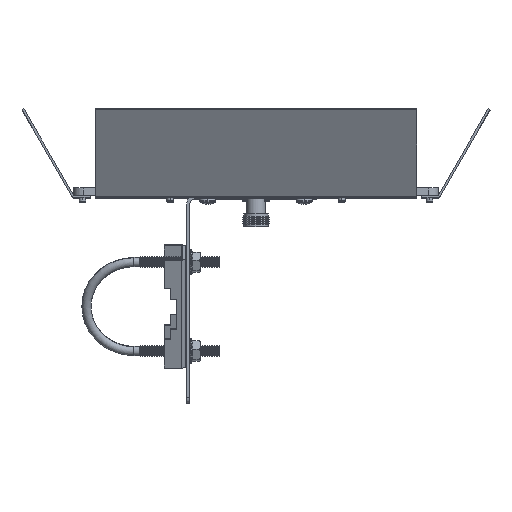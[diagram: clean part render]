
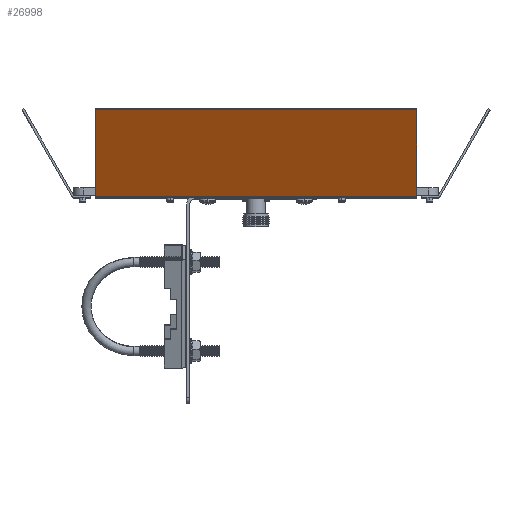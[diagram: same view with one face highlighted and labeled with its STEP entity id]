
A CAD part, top view. The second image highlights one B-rep face of the part: STEP entity #26998.
In plain terms, the highlighted face is planar.
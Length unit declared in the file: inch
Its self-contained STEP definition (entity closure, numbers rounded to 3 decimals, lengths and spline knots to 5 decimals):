
#14325 = DIRECTION ( 'NONE',  ( 1., 0., 0. ) ) ;
#14326 = VECTOR ( 'NONE', #14325, 39.37008 ) ;
#14327 = CARTESIAN_POINT ( 'NONE',  ( -7.5, 1.99284, -1.5883 ) ) ;
#14328 = LINE ( 'NONE', #14327, #14326 ) ;
#14331 = CARTESIAN_POINT ( 'NONE',  ( 0., -0.025, -0.4233 ) ) ;
#14345 = CARTESIAN_POINT ( 'NONE',  ( 0., 1.99284, -1.5883 ) ) ;
#14366 = CARTESIAN_POINT ( 'NONE',  ( 0., -0.05, -0.40887 ) ) ;
#14367 = LINE ( 'NONE', #14366, #14416 ) ;
#14415 = DIRECTION ( 'NONE',  ( 0., 0.866, -0.5 ) ) ;
#14416 = VECTOR ( 'NONE', #14415, 39.37008 ) ;
#14437 = FACE_OUTER_BOUND ( 'NONE', #26930, .T. ) ;
#14440 = LINE ( 'NONE', #14469, #14468 ) ;
#14444 = PLANE ( 'NONE',  #14479 ) ;
#14467 = DIRECTION ( 'NONE',  ( 0., 0.866, -0.5 ) ) ;
#14468 = VECTOR ( 'NONE', #14467, 39.37008 ) ;
#14469 = CARTESIAN_POINT ( 'NONE',  ( -7.5, -0.05, -0.40887 ) ) ;
#14470 = DIRECTION ( 'NONE',  ( -1., 0., 0. ) ) ;
#14471 = VECTOR ( 'NONE', #14470, 39.37008 ) ;
#14472 = CARTESIAN_POINT ( 'NONE',  ( -7.5, -0.025, -0.4233 ) ) ;
#14473 = CARTESIAN_POINT ( 'NONE',  ( -7.5, 1.99284, -1.5883 ) ) ;
#14474 = DIRECTION ( 'NONE',  ( 0., 0.866, -0.5 ) ) ;
#14475 = DIRECTION ( 'NONE',  ( 0., -0.5, -0.866 ) ) ;
#14476 = CARTESIAN_POINT ( 'NONE',  ( -7.5, -0.05, -0.40887 ) ) ;
#14479 = AXIS2_PLACEMENT_3D ( 'NONE', #14476, #14475, #14474 ) ;
#14480 = LINE ( 'NONE', #14472, #14471 ) ;
#14486 = CARTESIAN_POINT ( 'NONE',  ( -7.5, -0.025, -0.4233 ) ) ;
#26929 = VERTEX_POINT ( 'NONE', #14345 ) ;
#26930 = EDGE_LOOP ( 'NONE', ( #27001, #27000, #26999, #26980 ) ) ;
#26934 = EDGE_CURVE ( 'NONE', #27010, #26929, #14328, .T. ) ;
#26935 = VERTEX_POINT ( 'NONE', #14331 ) ;
#26953 = EDGE_CURVE ( 'NONE', #26935, #26929, #14367, .T. ) ;
#26980 = ORIENTED_EDGE ( 'NONE', *, *, #26934, .T. ) ;
#26996 = VERTEX_POINT ( 'NONE', #14486 ) ;
#26998 = ADVANCED_FACE ( 'NONE', ( #14437 ), #14444, .T. ) ;
#26999 = ORIENTED_EDGE ( 'NONE', *, *, #27004, .T. ) ;
#27000 = ORIENTED_EDGE ( 'NONE', *, *, #27002, .T. ) ;
#27001 = ORIENTED_EDGE ( 'NONE', *, *, #26953, .F. ) ;
#27002 = EDGE_CURVE ( 'NONE', #26935, #26996, #14480, .T. ) ;
#27004 = EDGE_CURVE ( 'NONE', #26996, #27010, #14440, .T. ) ;
#27010 = VERTEX_POINT ( 'NONE', #14473 ) ;
